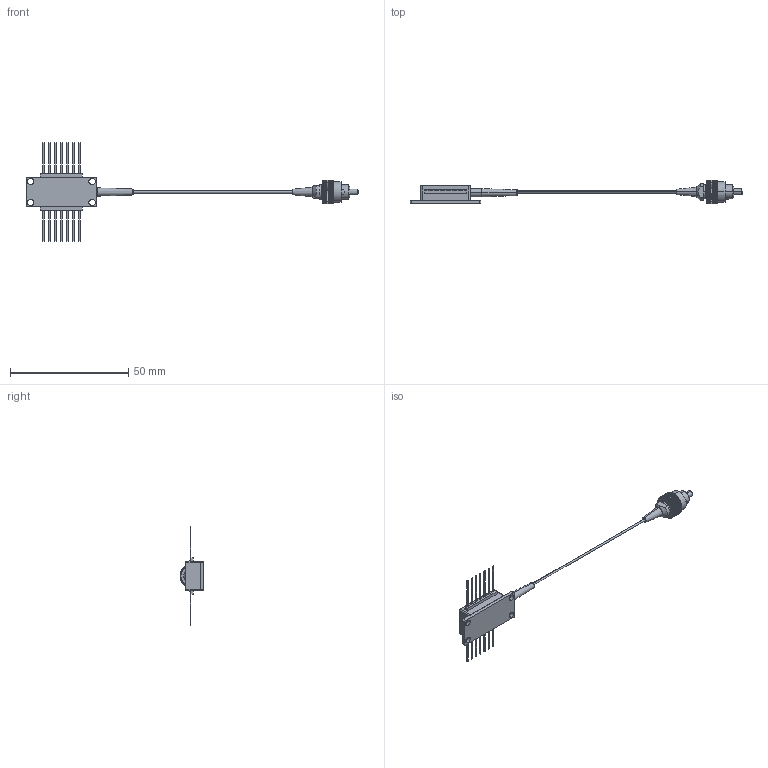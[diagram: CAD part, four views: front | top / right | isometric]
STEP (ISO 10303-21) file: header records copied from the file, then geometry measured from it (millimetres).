
FILE_DESCRIPTION (( 'STEP AP214' ), '1' );
FILE_NAME ('BTF pump module external11.STEP', '2021-08-30T08:10:15', ( 'O_KIMSUNGJIN' ), ( 'Microsoft' ), 'SwSTEP 2.0', 'SolidWorks 2020', '' );
FILE_SCHEMA (( 'AUTOMOTIVE_DESIGN' ));
Length unit declared in the file: millimetre
Products named in the file (5): 001_Boot_20mm_____.STEP; BTF pump module external11; 002_PKG_14Pin BTF 7.6h.STEP; 001_Lid_STD 20.7L_____.STEP; 009_SLF_900um Strip18 FCAPC (W)_BACK.STEP
Assembly tree (4 placements, depth 2):
  BTF pump module external11
    002_PKG_14Pin BTF 7.6h.STEP
    009_SLF_900um Strip18 FCAPC (W)_BACK.STEP
    001_Boot_20mm_____.STEP
    001_Lid_STD 20.7L_____.STEP
Bounding box: 140.59 x 10.03 x 41.7 mm (x, y, z)
Volume: 1999.4 mm3; surface area: 5935.4 mm2
Topology: 79 solids, 79 shells, 1169 faces, 2695 edges, 1696 vertices
Faces by surface type: plane 827, cylinder 172, cone 152, torus 18
Entity records: 33915 total; most frequent: CARTESIAN_POINT 6471, ORIENTED_EDGE 5390, DIRECTION 5315, EDGE_CURVE 2695, LINE 1873, VECTOR 1873, AXIS2_PLACEMENT_3D 1721, VERTEX_POINT 1696
